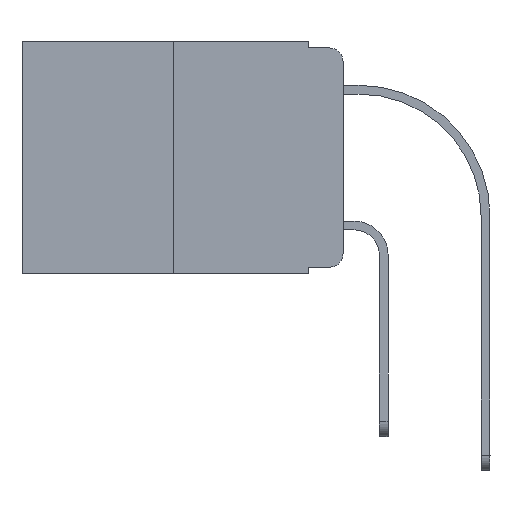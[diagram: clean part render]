
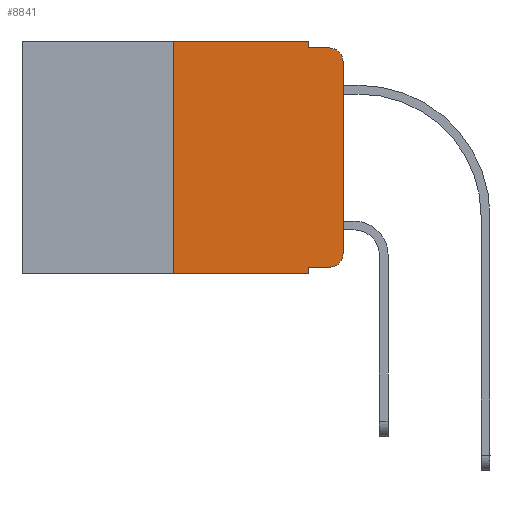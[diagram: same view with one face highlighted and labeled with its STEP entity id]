
A CAD part, left-side view. The second image highlights one B-rep face of the part: STEP entity #8841.
In plain terms, the highlighted planar face has unit normal (-1, 0, 0).
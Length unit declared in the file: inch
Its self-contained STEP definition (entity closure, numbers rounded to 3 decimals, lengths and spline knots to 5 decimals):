
#525 = EDGE_CURVE ( 'NONE', #2224, #25043, #2705, .T. ) ;
#616 = DIRECTION ( 'NONE',  ( 0., 0., -1. ) ) ;
#714 = LINE ( 'NONE', #3408, #24776 ) ;
#763 = ORIENTED_EDGE ( 'NONE', *, *, #23605, .T. ) ;
#792 = CIRCLE ( 'NONE', #1677, 0.02 ) ;
#833 = VECTOR ( 'NONE', #22231, 39.37008 ) ;
#1011 = EDGE_CURVE ( 'NONE', #25043, #2012, #5261, .T. ) ;
#1230 = DIRECTION ( 'NONE',  ( 0., 0., -1. ) ) ;
#1677 = AXIS2_PLACEMENT_3D ( 'NONE', #12319, #20674, #1230 ) ;
#2012 = VERTEX_POINT ( 'NONE', #10694 ) ;
#2052 = VECTOR ( 'NONE', #2904, 39.37008 ) ;
#2092 = CIRCLE ( 'NONE', #16467, 0.02 ) ;
#2224 = VERTEX_POINT ( 'NONE', #23970 ) ;
#2242 = PLANE ( 'NONE',  #3845 ) ;
#2705 = LINE ( 'NONE', #25497, #25685 ) ;
#2904 = DIRECTION ( 'NONE',  ( 0., -1., 0. ) ) ;
#3095 = CARTESIAN_POINT ( 'NONE',  ( 0., 0.051, 0. ) ) ;
#3311 = CARTESIAN_POINT ( 'NONE',  ( 0., 0.051, 0. ) ) ;
#3408 = CARTESIAN_POINT ( 'NONE',  ( 0., 0.051, -0.333 ) ) ;
#3845 = AXIS2_PLACEMENT_3D ( 'NONE', #23122, #4423, #12722 ) ;
#4423 = DIRECTION ( 'NONE',  ( 1., 0., 0. ) ) ;
#5261 = LINE ( 'NONE', #3311, #22130 ) ;
#7339 = LINE ( 'NONE', #7476, #10836 ) ;
#7476 = CARTESIAN_POINT ( 'NONE',  ( 0., 0.473, -0.343 ) ) ;
#8483 = EDGE_CURVE ( 'NONE', #8905, #15231, #7339, .T. ) ;
#8841 = ADVANCED_FACE ( 'NONE', ( #20950 ), #2242, .F. ) ;
#8887 = EDGE_CURVE ( 'NONE', #22928, #18570, #792, .T. ) ;
#8897 = EDGE_CURVE ( 'NONE', #8905, #2224, #15952, .T. ) ;
#8905 = VERTEX_POINT ( 'NONE', #17097 ) ;
#8973 = EDGE_CURVE ( 'NONE', #11148, #24967, #714, .T. ) ;
#9184 = LINE ( 'NONE', #15451, #2052 ) ;
#9213 = CARTESIAN_POINT ( 'NONE',  ( 0., 0.051, 0. ) ) ;
#9673 = DIRECTION ( 'NONE',  ( 0., 0., 1. ) ) ;
#10124 = DIRECTION ( 'NONE',  ( 0., 0., -1. ) ) ;
#10694 = CARTESIAN_POINT ( 'NONE',  ( 0., 0.051, -0.01 ) ) ;
#10754 = ORIENTED_EDGE ( 'NONE', *, *, #8887, .T. ) ;
#10836 = VECTOR ( 'NONE', #15661, 39.37008 ) ;
#10933 = VECTOR ( 'NONE', #616, 39.37008 ) ;
#11129 = DIRECTION ( 'NONE',  ( 0., -1., 0. ) ) ;
#11148 = VERTEX_POINT ( 'NONE', #21653 ) ;
#11851 = DIRECTION ( 'NONE',  ( 0., -1., 0. ) ) ;
#12319 = CARTESIAN_POINT ( 'NONE',  ( 0., 0.02, -0.03 ) ) ;
#12703 = CARTESIAN_POINT ( 'NONE',  ( 0., 0., -0.03 ) ) ;
#12722 = DIRECTION ( 'NONE',  ( 0., 0., -1. ) ) ;
#13914 = CARTESIAN_POINT ( 'NONE',  ( 0., 0.25, 0. ) ) ;
#15231 = VERTEX_POINT ( 'NONE', #24420 ) ;
#15451 = CARTESIAN_POINT ( 'NONE',  ( 0., 0.051, -0.01 ) ) ;
#15661 = DIRECTION ( 'NONE',  ( 0., -1., 0. ) ) ;
#15952 = LINE ( 'NONE', #13914, #24338 ) ;
#16380 = ORIENTED_EDGE ( 'NONE', *, *, #8973, .T. ) ;
#16467 = AXIS2_PLACEMENT_3D ( 'NONE', #18469, #26536, #10124 ) ;
#17097 = CARTESIAN_POINT ( 'NONE',  ( 0., 0.25, -0.343 ) ) ;
#17338 = ORIENTED_EDGE ( 'NONE', *, *, #22702, .T. ) ;
#18469 = CARTESIAN_POINT ( 'NONE',  ( 0., 0.02, -0.313 ) ) ;
#18570 = VERTEX_POINT ( 'NONE', #24113 ) ;
#19222 = VERTEX_POINT ( 'NONE', #20661 ) ;
#20661 = CARTESIAN_POINT ( 'NONE',  ( 0., 0., -0.313 ) ) ;
#20674 = DIRECTION ( 'NONE',  ( -1., 0., 0. ) ) ;
#20821 = EDGE_LOOP ( 'NONE', ( #763, #10754, #22364, #25714, #26061, #23474, #24450, #26367, #16380, #17338 ) ) ;
#20950 = FACE_OUTER_BOUND ( 'NONE', #20821, .T. ) ;
#21653 = CARTESIAN_POINT ( 'NONE',  ( 0., 0.051, -0.333 ) ) ;
#22130 = VECTOR ( 'NONE', #26548, 39.37008 ) ;
#22231 = DIRECTION ( 'NONE',  ( 0., 0., 1. ) ) ;
#22364 = ORIENTED_EDGE ( 'NONE', *, *, #26213, .F. ) ;
#22641 = LINE ( 'NONE', #24551, #833 ) ;
#22702 = EDGE_CURVE ( 'NONE', #24967, #19222, #2092, .T. ) ;
#22928 = VERTEX_POINT ( 'NONE', #12703 ) ;
#23122 = CARTESIAN_POINT ( 'NONE',  ( 0., 0.473, 0. ) ) ;
#23437 = CARTESIAN_POINT ( 'NONE',  ( 0., 0.02, -0.333 ) ) ;
#23474 = ORIENTED_EDGE ( 'NONE', *, *, #8897, .F. ) ;
#23605 = EDGE_CURVE ( 'NONE', #19222, #22928, #22641, .T. ) ;
#23970 = CARTESIAN_POINT ( 'NONE',  ( 0., 0.25, 0. ) ) ;
#24113 = CARTESIAN_POINT ( 'NONE',  ( 0., 0.02, -0.01 ) ) ;
#24338 = VECTOR ( 'NONE', #9673, 39.37008 ) ;
#24420 = CARTESIAN_POINT ( 'NONE',  ( 0., 0.051, -0.343 ) ) ;
#24450 = ORIENTED_EDGE ( 'NONE', *, *, #8483, .T. ) ;
#24551 = CARTESIAN_POINT ( 'NONE',  ( 0., 0., 0. ) ) ;
#24776 = VECTOR ( 'NONE', #11851, 39.37008 ) ;
#24967 = VERTEX_POINT ( 'NONE', #23437 ) ;
#25043 = VERTEX_POINT ( 'NONE', #3095 ) ;
#25497 = CARTESIAN_POINT ( 'NONE',  ( 0., 0.473, 0. ) ) ;
#25685 = VECTOR ( 'NONE', #11129, 39.37008 ) ;
#25714 = ORIENTED_EDGE ( 'NONE', *, *, #1011, .F. ) ;
#25837 = EDGE_CURVE ( 'NONE', #11148, #15231, #26168, .T. ) ;
#26061 = ORIENTED_EDGE ( 'NONE', *, *, #525, .F. ) ;
#26168 = LINE ( 'NONE', #9213, #10933 ) ;
#26213 = EDGE_CURVE ( 'NONE', #2012, #18570, #9184, .T. ) ;
#26367 = ORIENTED_EDGE ( 'NONE', *, *, #25837, .F. ) ;
#26536 = DIRECTION ( 'NONE',  ( -1., 0., 0. ) ) ;
#26548 = DIRECTION ( 'NONE',  ( 0., 0., -1. ) ) ;
